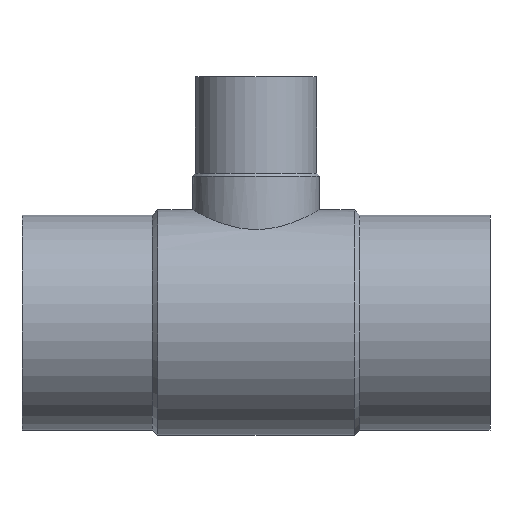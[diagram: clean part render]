
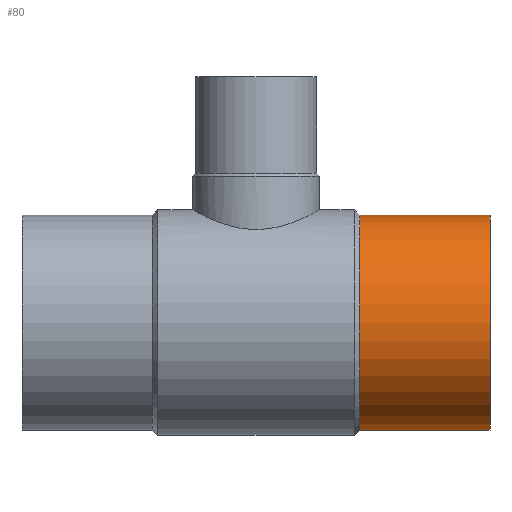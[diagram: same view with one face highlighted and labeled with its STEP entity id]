
A CAD part, front view. The second image highlights one B-rep face of the part: STEP entity #80.
In plain terms, the highlighted cylindrical face has radius 80 mm (diameter 160 mm), a full revolution.
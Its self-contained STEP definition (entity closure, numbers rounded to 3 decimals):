
#80 = ADVANCED_FACE( '', ( #104, #105 ), #106, .T. );
#104 = FACE_OUTER_BOUND( '', #145, .T. );
#105 = FACE_OUTER_BOUND( '', #146, .T. );
#106 = CYLINDRICAL_SURFACE( '', #147, 80. );
#145 = EDGE_LOOP( '', ( #196 ) );
#146 = EDGE_LOOP( '', ( #197 ) );
#147 = AXIS2_PLACEMENT_3D( '', #198, #199, #200 );
#196 = ORIENTED_EDGE( '', *, *, #244, .F. );
#197 = ORIENTED_EDGE( '', *, *, #245, .T. );
#198 = CARTESIAN_POINT( '', ( 0., 0., 0. ) );
#199 = DIRECTION( '', ( -1., 0., 0. ) );
#200 = DIRECTION( '', ( 0., 0., -1. ) );
#244 = EDGE_CURVE( '', #264, #264, #265, .T. );
#245 = EDGE_CURVE( '', #266, #266, #267, .T. );
#264 = VERTEX_POINT( '', #427 );
#265 = CIRCLE( '', #428, 80. );
#266 = VERTEX_POINT( '', #429 );
#267 = CIRCLE( '', #430, 80. );
#427 = CARTESIAN_POINT( '', ( 0., 0., -80. ) );
#428 = AXIS2_PLACEMENT_3D( '', #589, #590, #591 );
#429 = CARTESIAN_POINT( '', ( -97., 0., -80. ) );
#430 = AXIS2_PLACEMENT_3D( '', #592, #593, #594 );
#589 = CARTESIAN_POINT( '', ( 0., 0., 0. ) );
#590 = DIRECTION( '', ( 1., 0., 0. ) );
#591 = DIRECTION( '', ( 0., 0., -1. ) );
#592 = CARTESIAN_POINT( '', ( -97., 0., 0. ) );
#593 = DIRECTION( '', ( 1., 0., 0. ) );
#594 = DIRECTION( '', ( 0., 0., -1. ) );
